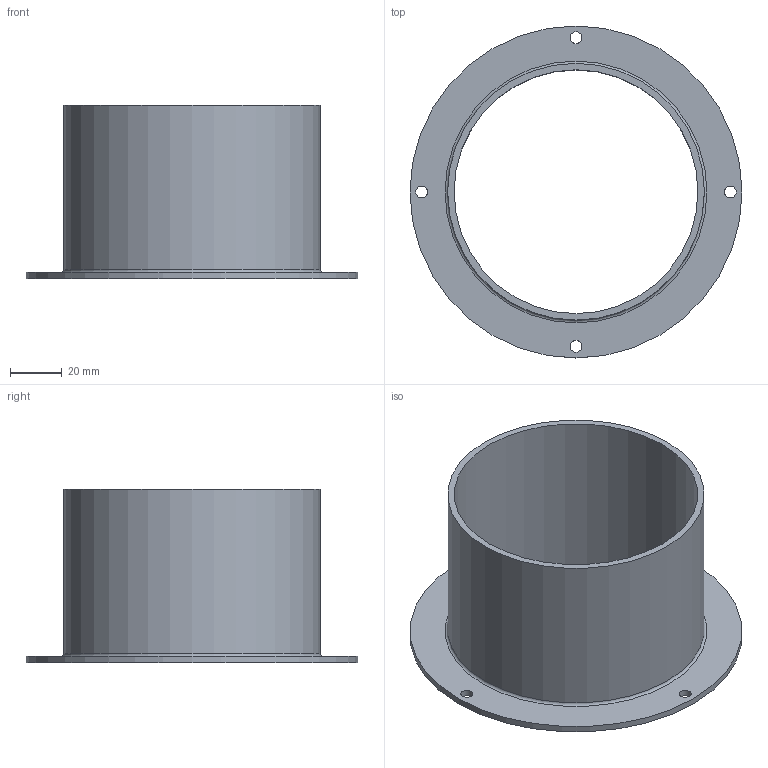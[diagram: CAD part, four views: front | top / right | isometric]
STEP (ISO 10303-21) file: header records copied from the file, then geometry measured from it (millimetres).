
FILE_DESCRIPTION(('Open CASCADE Model'),'2;1');
FILE_NAME('Open CASCADE Shape Model','2024-02-17T18:51:10',('Author'),( 'Open CASCADE'),'Open CASCADE STEP processor 7.7','Open CASCADE 7.7' ,'Unknown');
FILE_SCHEMA(('AUTOMOTIVE_DESIGN { 1 0 10303 214 1 1 1 1 }'));
Length unit declared in the file: millimetre
Products named in the file (1): Open CASCADE STEP translator 7.7 1
Bounding box: 128 x 128 x 67 mm (x, y, z)
Volume: 63606.5 mm3; surface area: 52586.6 mm2
Topology: 1 solids, 1 shells, 11 faces, 23 edges, 15 vertices
Faces by surface type: cylinder 7, plane 3, torus 1
Full cylindrical faces by diameter (mm): 4.6 x4, 94 x1, 99 x1, 128 x1
Entity records: 644 total; most frequent: CARTESIAN_POINT 122, DIRECTION 103, ORIENTED_EDGE 46, PCURVE 46, DEFINITIONAL_REPRESENTATION 46, LINE 37, VECTOR 37, AXIS2_PLACEMENT_3D 28
